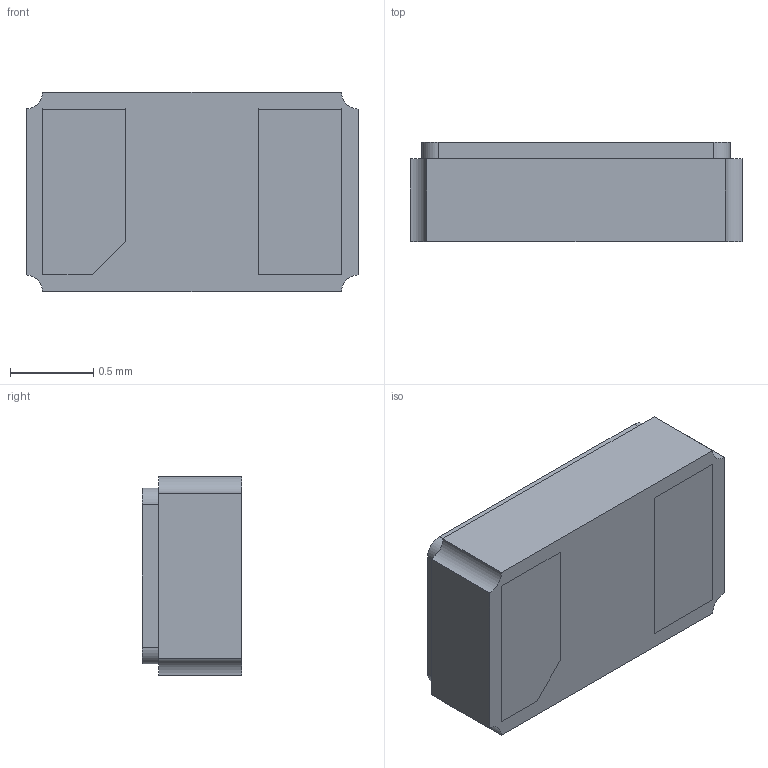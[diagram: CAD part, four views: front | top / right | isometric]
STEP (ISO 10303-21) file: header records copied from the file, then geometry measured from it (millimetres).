
FILE_DESCRIPTION (( 'STEP AP214' ), '1' );
FILE_NAME ('9HT11-32.768KDZF-T.STEP', '2018-08-29T19:14:36', ( '' ), ( '' ), 'SwSTEP 2.0', 'SolidWorks 2017', '' );
FILE_SCHEMA (( 'AUTOMOTIVE_DESIGN' ));
Length unit declared in the file: millimetre
Products named in the file (1): 9HT11-32.768KDZF-T
Bounding box: 2 x 0.6 x 1.2 mm (x, y, z)
Volume: 1.4 mm3; surface area: 15.5 mm2
Topology: 4 solids, 4 shells, 44 faces, 102 edges, 68 vertices
Faces by surface type: plane 36, cylinder 8
Entity records: 1303 total; most frequent: CARTESIAN_POINT 215, DIRECTION 208, ORIENTED_EDGE 204, EDGE_CURVE 102, LINE 86, VECTOR 86, VERTEX_POINT 68, AXIS2_PLACEMENT_3D 61
